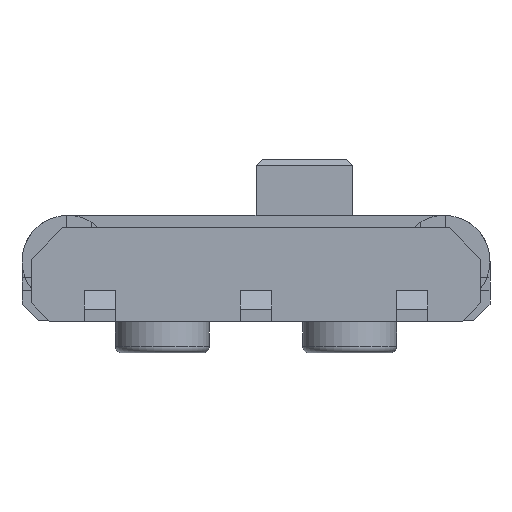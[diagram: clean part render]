
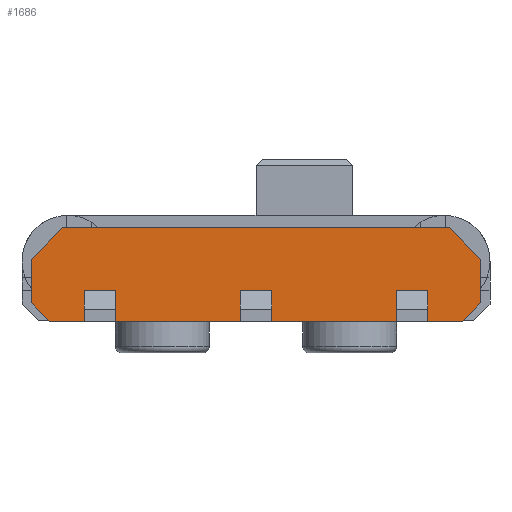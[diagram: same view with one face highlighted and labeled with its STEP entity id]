
A CAD part, front view. The second image highlights one B-rep face of the part: STEP entity #1686.
In plain terms, the highlighted planar face has unit normal (0, -1, 0).
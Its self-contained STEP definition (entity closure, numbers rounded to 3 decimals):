
#63 = PLANE('',#64);
#64 = AXIS2_PLACEMENT_3D('',#65,#66,#67);
#65 = CARTESIAN_POINT('',(-3.6,-1.75,0.));
#66 = DIRECTION('',(-1.,0.,0.));
#67 = DIRECTION('',(0.,1.,0.));
#119 = PLANE('',#120);
#120 = AXIS2_PLACEMENT_3D('',#121,#122,#123);
#121 = CARTESIAN_POINT('',(0.,0.,1.5));
#122 = DIRECTION('',(0.,0.,1.));
#123 = DIRECTION('',(1.,0.,0.));
#333 = PLANE('',#334);
#334 = AXIS2_PLACEMENT_3D('',#335,#336,#337);
#335 = CARTESIAN_POINT('',(3.6,1.75,0.));
#336 = DIRECTION('',(1.,0.,0.));
#337 = DIRECTION('',(0.,-1.,0.));
#361 = PLANE('',#362);
#362 = AXIS2_PLACEMENT_3D('',#363,#364,#365);
#363 = CARTESIAN_POINT('',(3.45,1.75,0.15));
#364 = DIRECTION('',(-0.707,0.,0.707));
#365 = DIRECTION('',(0.,-1.,0.));
#389 = PLANE('',#390);
#390 = AXIS2_PLACEMENT_3D('',#391,#392,#393);
#391 = CARTESIAN_POINT('',(0.,0.,0.));
#392 = DIRECTION('',(0.,0.,1.));
#393 = DIRECTION('',(1.,0.,0.));
#415 = PLANE('',#416);
#416 = AXIS2_PLACEMENT_3D('',#417,#418,#419);
#417 = CARTESIAN_POINT('',(-3.45,-1.75,0.15));
#418 = DIRECTION('',(0.707,0.,0.707));
#419 = DIRECTION('',(0.,-1.,-0.));
#430 = EDGE_CURVE('',#431,#433,#435,.T.);
#431 = VERTEX_POINT('',#432);
#432 = CARTESIAN_POINT('',(-3.6,-1.75,0.3));
#433 = VERTEX_POINT('',#434);
#434 = CARTESIAN_POINT('',(-3.6,-1.75,1.));
#435 = SURFACE_CURVE('',#436,(#440,#447),.PCURVE_S1.);
#436 = LINE('',#437,#438);
#437 = CARTESIAN_POINT('',(-3.6,-1.75,0.));
#438 = VECTOR('',#439,1.);
#439 = DIRECTION('',(0.,0.,1.));
#440 = PCURVE('',#63,#441);
#441 = DEFINITIONAL_REPRESENTATION('',(#442),#446);
#442 = LINE('',#443,#444);
#443 = CARTESIAN_POINT('',(0.,0.));
#444 = VECTOR('',#445,1.);
#445 = DIRECTION('',(0.,-1.));
#446 = ( GEOMETRIC_REPRESENTATION_CONTEXT(2) 
PARAMETRIC_REPRESENTATION_CONTEXT() REPRESENTATION_CONTEXT('2D SPACE',''
  ) );
#447 = PCURVE('',#448,#453);
#448 = PLANE('',#449);
#449 = AXIS2_PLACEMENT_3D('',#450,#451,#452);
#450 = CARTESIAN_POINT('',(3.6,-1.75,0.));
#451 = DIRECTION('',(0.,-1.,0.));
#452 = DIRECTION('',(-1.,0.,0.));
#453 = DEFINITIONAL_REPRESENTATION('',(#454),#458);
#454 = LINE('',#455,#456);
#455 = CARTESIAN_POINT('',(7.2,0.));
#456 = VECTOR('',#457,1.);
#457 = DIRECTION('',(0.,-1.));
#458 = ( GEOMETRIC_REPRESENTATION_CONTEXT(2) 
PARAMETRIC_REPRESENTATION_CONTEXT() REPRESENTATION_CONTEXT('2D SPACE',''
  ) );
#476 = PLANE('',#477);
#477 = AXIS2_PLACEMENT_3D('',#478,#479,#480);
#478 = CARTESIAN_POINT('',(-3.35,-1.75,1.25));
#479 = DIRECTION('',(-0.707,0.,0.707));
#480 = DIRECTION('',(-0.,-1.,-0.));
#562 = EDGE_CURVE('',#431,#563,#565,.T.);
#563 = VERTEX_POINT('',#564);
#564 = CARTESIAN_POINT('',(-3.3,-1.75,0.));
#565 = SURFACE_CURVE('',#566,(#570,#577),.PCURVE_S1.);
#566 = LINE('',#567,#568);
#567 = CARTESIAN_POINT('',(-1.65,-1.75,-1.65));
#568 = VECTOR('',#569,1.);
#569 = DIRECTION('',(0.707,-0.,-0.707));
#570 = PCURVE('',#415,#571);
#571 = DEFINITIONAL_REPRESENTATION('',(#572),#576);
#572 = LINE('',#573,#574);
#573 = CARTESIAN_POINT('',(-0.,2.546));
#574 = VECTOR('',#575,1.);
#575 = DIRECTION('',(0.,1.));
#576 = ( GEOMETRIC_REPRESENTATION_CONTEXT(2) 
PARAMETRIC_REPRESENTATION_CONTEXT() REPRESENTATION_CONTEXT('2D SPACE',''
  ) );
#577 = PCURVE('',#448,#578);
#578 = DEFINITIONAL_REPRESENTATION('',(#579),#583);
#579 = LINE('',#580,#581);
#580 = CARTESIAN_POINT('',(5.25,1.65));
#581 = VECTOR('',#582,1.);
#582 = DIRECTION('',(-0.707,0.707));
#583 = ( GEOMETRIC_REPRESENTATION_CONTEXT(2) 
PARAMETRIC_REPRESENTATION_CONTEXT() REPRESENTATION_CONTEXT('2D SPACE',''
  ) );
#665 = EDGE_CURVE('',#666,#563,#668,.T.);
#666 = VERTEX_POINT('',#667);
#667 = CARTESIAN_POINT('',(3.3,-1.75,0.));
#668 = SURFACE_CURVE('',#669,(#673,#680),.PCURVE_S1.);
#669 = LINE('',#670,#671);
#670 = CARTESIAN_POINT('',(3.6,-1.75,0.));
#671 = VECTOR('',#672,1.);
#672 = DIRECTION('',(-1.,0.,0.));
#673 = PCURVE('',#389,#674);
#674 = DEFINITIONAL_REPRESENTATION('',(#675),#679);
#675 = LINE('',#676,#677);
#676 = CARTESIAN_POINT('',(3.6,-1.75));
#677 = VECTOR('',#678,1.);
#678 = DIRECTION('',(-1.,0.));
#679 = ( GEOMETRIC_REPRESENTATION_CONTEXT(2) 
PARAMETRIC_REPRESENTATION_CONTEXT() REPRESENTATION_CONTEXT('2D SPACE',''
  ) );
#680 = PCURVE('',#448,#681);
#681 = DEFINITIONAL_REPRESENTATION('',(#682),#686);
#682 = LINE('',#683,#684);
#683 = CARTESIAN_POINT('',(0.,-0.));
#684 = VECTOR('',#685,1.);
#685 = DIRECTION('',(1.,0.));
#686 = ( GEOMETRIC_REPRESENTATION_CONTEXT(2) 
PARAMETRIC_REPRESENTATION_CONTEXT() REPRESENTATION_CONTEXT('2D SPACE',''
  ) );
#864 = VERTEX_POINT('',#865);
#865 = CARTESIAN_POINT('',(-3.1,-1.75,1.5));
#886 = EDGE_CURVE('',#887,#864,#889,.T.);
#887 = VERTEX_POINT('',#888);
#888 = CARTESIAN_POINT('',(3.1,-1.75,1.5));
#889 = SURFACE_CURVE('',#890,(#894,#901),.PCURVE_S1.);
#890 = LINE('',#891,#892);
#891 = CARTESIAN_POINT('',(3.6,-1.75,1.5));
#892 = VECTOR('',#893,1.);
#893 = DIRECTION('',(-1.,0.,0.));
#894 = PCURVE('',#119,#895);
#895 = DEFINITIONAL_REPRESENTATION('',(#896),#900);
#896 = LINE('',#897,#898);
#897 = CARTESIAN_POINT('',(3.6,-1.75));
#898 = VECTOR('',#899,1.);
#899 = DIRECTION('',(-1.,0.));
#900 = ( GEOMETRIC_REPRESENTATION_CONTEXT(2) 
PARAMETRIC_REPRESENTATION_CONTEXT() REPRESENTATION_CONTEXT('2D SPACE',''
  ) );
#901 = PCURVE('',#448,#902);
#902 = DEFINITIONAL_REPRESENTATION('',(#903),#907);
#903 = LINE('',#904,#905);
#904 = CARTESIAN_POINT('',(0.,-1.5));
#905 = VECTOR('',#906,1.);
#906 = DIRECTION('',(1.,0.));
#907 = ( GEOMETRIC_REPRESENTATION_CONTEXT(2) 
PARAMETRIC_REPRESENTATION_CONTEXT() REPRESENTATION_CONTEXT('2D SPACE',''
  ) );
#925 = PLANE('',#926);
#926 = AXIS2_PLACEMENT_3D('',#927,#928,#929);
#927 = CARTESIAN_POINT('',(3.35,1.75,1.25));
#928 = DIRECTION('',(0.707,0.,0.707));
#929 = DIRECTION('',(0.,1.,0.));
#1234 = EDGE_CURVE('',#666,#1235,#1237,.T.);
#1235 = VERTEX_POINT('',#1236);
#1236 = CARTESIAN_POINT('',(3.6,-1.75,0.3));
#1237 = SURFACE_CURVE('',#1238,(#1242,#1249),.PCURVE_S1.);
#1238 = LINE('',#1239,#1240);
#1239 = CARTESIAN_POINT('',(3.45,-1.75,0.15));
#1240 = VECTOR('',#1241,1.);
#1241 = DIRECTION('',(0.707,0.,0.707));
#1242 = PCURVE('',#361,#1243);
#1243 = DEFINITIONAL_REPRESENTATION('',(#1244),#1248);
#1244 = LINE('',#1245,#1246);
#1245 = CARTESIAN_POINT('',(3.5,0.));
#1246 = VECTOR('',#1247,1.);
#1247 = DIRECTION('',(0.,1.));
#1248 = ( GEOMETRIC_REPRESENTATION_CONTEXT(2) 
PARAMETRIC_REPRESENTATION_CONTEXT() REPRESENTATION_CONTEXT('2D SPACE',''
  ) );
#1249 = PCURVE('',#448,#1250);
#1250 = DEFINITIONAL_REPRESENTATION('',(#1251),#1255);
#1251 = LINE('',#1252,#1253);
#1252 = CARTESIAN_POINT('',(0.15,-0.15));
#1253 = VECTOR('',#1254,1.);
#1254 = DIRECTION('',(-0.707,-0.707));
#1255 = ( GEOMETRIC_REPRESENTATION_CONTEXT(2) 
PARAMETRIC_REPRESENTATION_CONTEXT() REPRESENTATION_CONTEXT('2D SPACE',''
  ) );
#1383 = VERTEX_POINT('',#1384);
#1384 = CARTESIAN_POINT('',(3.6,-1.75,1.));
#1405 = EDGE_CURVE('',#1235,#1383,#1406,.T.);
#1406 = SURFACE_CURVE('',#1407,(#1411,#1418),.PCURVE_S1.);
#1407 = LINE('',#1408,#1409);
#1408 = CARTESIAN_POINT('',(3.6,-1.75,0.));
#1409 = VECTOR('',#1410,1.);
#1410 = DIRECTION('',(0.,0.,1.));
#1411 = PCURVE('',#333,#1412);
#1412 = DEFINITIONAL_REPRESENTATION('',(#1413),#1417);
#1413 = LINE('',#1414,#1415);
#1414 = CARTESIAN_POINT('',(3.5,0.));
#1415 = VECTOR('',#1416,1.);
#1416 = DIRECTION('',(0.,-1.));
#1417 = ( GEOMETRIC_REPRESENTATION_CONTEXT(2) 
PARAMETRIC_REPRESENTATION_CONTEXT() REPRESENTATION_CONTEXT('2D SPACE',''
  ) );
#1418 = PCURVE('',#448,#1419);
#1419 = DEFINITIONAL_REPRESENTATION('',(#1420),#1424);
#1420 = LINE('',#1421,#1422);
#1421 = CARTESIAN_POINT('',(0.,-0.));
#1422 = VECTOR('',#1423,1.);
#1423 = DIRECTION('',(0.,-1.));
#1424 = ( GEOMETRIC_REPRESENTATION_CONTEXT(2) 
PARAMETRIC_REPRESENTATION_CONTEXT() REPRESENTATION_CONTEXT('2D SPACE',''
  ) );
#1686 = ADVANCED_FACE('',(#1687),#448,.T.);
#1687 = FACE_BOUND('',#1688,.T.);
#1688 = EDGE_LOOP('',(#1689,#1690,#1711,#1712,#1733,#1734,#1735,#1736));
#1689 = ORIENTED_EDGE('',*,*,#1405,.T.);
#1690 = ORIENTED_EDGE('',*,*,#1691,.T.);
#1691 = EDGE_CURVE('',#1383,#887,#1692,.T.);
#1692 = SURFACE_CURVE('',#1693,(#1697,#1704),.PCURVE_S1.);
#1693 = LINE('',#1694,#1695);
#1694 = CARTESIAN_POINT('',(3.725,-1.75,0.875));
#1695 = VECTOR('',#1696,1.);
#1696 = DIRECTION('',(-0.707,0.,0.707));
#1697 = PCURVE('',#448,#1698);
#1698 = DEFINITIONAL_REPRESENTATION('',(#1699),#1703);
#1699 = LINE('',#1700,#1701);
#1700 = CARTESIAN_POINT('',(-0.125,-0.875));
#1701 = VECTOR('',#1702,1.);
#1702 = DIRECTION('',(0.707,-0.707));
#1703 = ( GEOMETRIC_REPRESENTATION_CONTEXT(2) 
PARAMETRIC_REPRESENTATION_CONTEXT() REPRESENTATION_CONTEXT('2D SPACE',''
  ) );
#1704 = PCURVE('',#925,#1705);
#1705 = DEFINITIONAL_REPRESENTATION('',(#1706),#1710);
#1706 = LINE('',#1707,#1708);
#1707 = CARTESIAN_POINT('',(-3.5,-0.53));
#1708 = VECTOR('',#1709,1.);
#1709 = DIRECTION('',(-0.,1.));
#1710 = ( GEOMETRIC_REPRESENTATION_CONTEXT(2) 
PARAMETRIC_REPRESENTATION_CONTEXT() REPRESENTATION_CONTEXT('2D SPACE',''
  ) );
#1711 = ORIENTED_EDGE('',*,*,#886,.T.);
#1712 = ORIENTED_EDGE('',*,*,#1713,.F.);
#1713 = EDGE_CURVE('',#433,#864,#1714,.T.);
#1714 = SURFACE_CURVE('',#1715,(#1719,#1726),.PCURVE_S1.);
#1715 = LINE('',#1716,#1717);
#1716 = CARTESIAN_POINT('',(-1.925,-1.75,2.675));
#1717 = VECTOR('',#1718,1.);
#1718 = DIRECTION('',(0.707,0.,0.707));
#1719 = PCURVE('',#448,#1720);
#1720 = DEFINITIONAL_REPRESENTATION('',(#1721),#1725);
#1721 = LINE('',#1722,#1723);
#1722 = CARTESIAN_POINT('',(5.525,-2.675));
#1723 = VECTOR('',#1724,1.);
#1724 = DIRECTION('',(-0.707,-0.707));
#1725 = ( GEOMETRIC_REPRESENTATION_CONTEXT(2) 
PARAMETRIC_REPRESENTATION_CONTEXT() REPRESENTATION_CONTEXT('2D SPACE',''
  ) );
#1726 = PCURVE('',#476,#1727);
#1727 = DEFINITIONAL_REPRESENTATION('',(#1728),#1732);
#1728 = LINE('',#1729,#1730);
#1729 = CARTESIAN_POINT('',(-0.,2.015));
#1730 = VECTOR('',#1731,1.);
#1731 = DIRECTION('',(-0.,1.));
#1732 = ( GEOMETRIC_REPRESENTATION_CONTEXT(2) 
PARAMETRIC_REPRESENTATION_CONTEXT() REPRESENTATION_CONTEXT('2D SPACE',''
  ) );
#1733 = ORIENTED_EDGE('',*,*,#430,.F.);
#1734 = ORIENTED_EDGE('',*,*,#562,.T.);
#1735 = ORIENTED_EDGE('',*,*,#665,.F.);
#1736 = ORIENTED_EDGE('',*,*,#1234,.T.);
